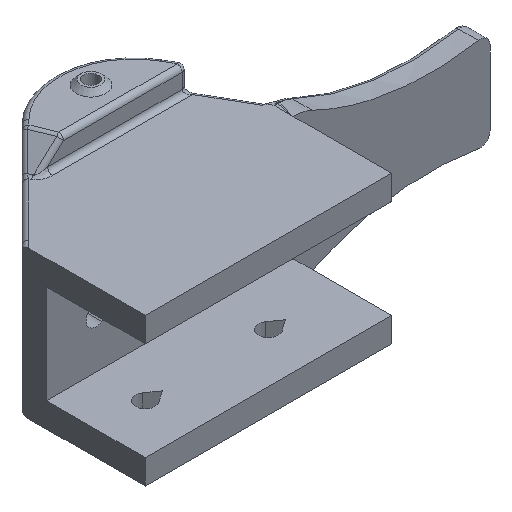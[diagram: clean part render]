
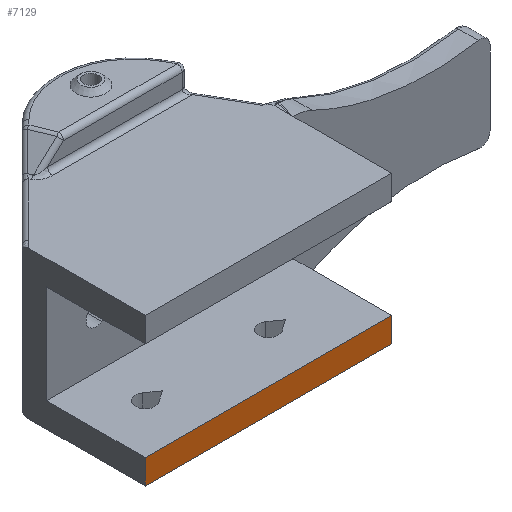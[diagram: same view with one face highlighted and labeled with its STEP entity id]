
A CAD part, isometric view. The second image highlights one B-rep face of the part: STEP entity #7129.
In plain terms, the highlighted planar face has unit normal (0, -1, 0).
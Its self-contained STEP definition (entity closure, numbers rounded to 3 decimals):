
#2002 = PLANE('',#2003);
#2003 = AXIS2_PLACEMENT_3D('',#2004,#2005,#2006);
#2004 = CARTESIAN_POINT('',(-117.,60.,25.));
#2005 = DIRECTION('',(1.,0.,0.));
#2006 = DIRECTION('',(0.,0.,-1.));
#4416 = VERTEX_POINT('',#4417);
#4417 = CARTESIAN_POINT('',(-117.,60.,-5.));
#4431 = PLANE('',#4432);
#4432 = AXIS2_PLACEMENT_3D('',#4433,#4434,#4435);
#4433 = CARTESIAN_POINT('',(-117.,60.,-5.));
#4434 = DIRECTION('',(0.,0.,-1.));
#4435 = DIRECTION('',(0.,-1.,0.));
#4443 = EDGE_CURVE('',#4444,#4416,#4446,.T.);
#4444 = VERTEX_POINT('',#4445);
#4445 = CARTESIAN_POINT('',(-117.,60.,0.));
#4446 = SURFACE_CURVE('',#4447,(#4451,#4458),.PCURVE_S1.);
#4447 = LINE('',#4448,#4449);
#4448 = CARTESIAN_POINT('',(-117.,60.,25.));
#4449 = VECTOR('',#4450,1.);
#4450 = DIRECTION('',(0.,0.,-1.));
#4451 = PCURVE('',#2002,#4452);
#4452 = DEFINITIONAL_REPRESENTATION('',(#4453),#4457);
#4453 = LINE('',#4454,#4455);
#4454 = CARTESIAN_POINT('',(0.,0.));
#4455 = VECTOR('',#4456,1.);
#4456 = DIRECTION('',(1.,0.));
#4457 = ( GEOMETRIC_REPRESENTATION_CONTEXT(2) 
PARAMETRIC_REPRESENTATION_CONTEXT() REPRESENTATION_CONTEXT('2D SPACE',''
  ) );
#4458 = PCURVE('',#4459,#4464);
#4459 = PLANE('',#4460);
#4460 = AXIS2_PLACEMENT_3D('',#4461,#4462,#4463);
#4461 = CARTESIAN_POINT('',(-117.,60.,25.));
#4462 = DIRECTION('',(0.,-1.,0.));
#4463 = DIRECTION('',(0.,0.,1.));
#4464 = DEFINITIONAL_REPRESENTATION('',(#4465),#4469);
#4465 = LINE('',#4466,#4467);
#4466 = CARTESIAN_POINT('',(0.,0.));
#4467 = VECTOR('',#4468,1.);
#4468 = DIRECTION('',(-1.,0.));
#4469 = ( GEOMETRIC_REPRESENTATION_CONTEXT(2) 
PARAMETRIC_REPRESENTATION_CONTEXT() REPRESENTATION_CONTEXT('2D SPACE',''
  ) );
#4487 = PLANE('',#4488);
#4488 = AXIS2_PLACEMENT_3D('',#4489,#4490,#4491);
#4489 = CARTESIAN_POINT('',(-117.,80.,0.));
#4490 = DIRECTION('',(0.,0.,1.));
#4491 = DIRECTION('',(0.,1.,0.));
#6684 = VERTEX_POINT('',#6685);
#6685 = CARTESIAN_POINT('',(-67.,60.,0.));
#6699 = PLANE('',#6700);
#6700 = AXIS2_PLACEMENT_3D('',#6701,#6702,#6703);
#6701 = CARTESIAN_POINT('',(-67.,60.,-5.));
#6702 = DIRECTION('',(1.,0.,0.));
#6703 = DIRECTION('',(0.,-1.,0.));
#6711 = EDGE_CURVE('',#4444,#6684,#6712,.T.);
#6712 = SURFACE_CURVE('',#6713,(#6717,#6724),.PCURVE_S1.);
#6713 = LINE('',#6714,#6715);
#6714 = CARTESIAN_POINT('',(-117.,60.,0.));
#6715 = VECTOR('',#6716,1.);
#6716 = DIRECTION('',(1.,0.,0.));
#6717 = PCURVE('',#4487,#6718);
#6718 = DEFINITIONAL_REPRESENTATION('',(#6719),#6723);
#6719 = LINE('',#6720,#6721);
#6720 = CARTESIAN_POINT('',(-20.,0.));
#6721 = VECTOR('',#6722,1.);
#6722 = DIRECTION('',(0.,-1.));
#6723 = ( GEOMETRIC_REPRESENTATION_CONTEXT(2) 
PARAMETRIC_REPRESENTATION_CONTEXT() REPRESENTATION_CONTEXT('2D SPACE',''
  ) );
#6724 = PCURVE('',#4459,#6725);
#6725 = DEFINITIONAL_REPRESENTATION('',(#6726),#6730);
#6726 = LINE('',#6727,#6728);
#6727 = CARTESIAN_POINT('',(-25.,0.));
#6728 = VECTOR('',#6729,1.);
#6729 = DIRECTION('',(0.,-1.));
#6730 = ( GEOMETRIC_REPRESENTATION_CONTEXT(2) 
PARAMETRIC_REPRESENTATION_CONTEXT() REPRESENTATION_CONTEXT('2D SPACE',''
  ) );
#6910 = EDGE_CURVE('',#4416,#6911,#6913,.T.);
#6911 = VERTEX_POINT('',#6912);
#6912 = CARTESIAN_POINT('',(-67.,60.,-5.));
#6913 = SURFACE_CURVE('',#6914,(#6918,#6925),.PCURVE_S1.);
#6914 = LINE('',#6915,#6916);
#6915 = CARTESIAN_POINT('',(-117.,60.,-5.));
#6916 = VECTOR('',#6917,1.);
#6917 = DIRECTION('',(1.,0.,0.));
#6918 = PCURVE('',#4431,#6919);
#6919 = DEFINITIONAL_REPRESENTATION('',(#6920),#6924);
#6920 = LINE('',#6921,#6922);
#6921 = CARTESIAN_POINT('',(0.,0.));
#6922 = VECTOR('',#6923,1.);
#6923 = DIRECTION('',(0.,-1.));
#6924 = ( GEOMETRIC_REPRESENTATION_CONTEXT(2) 
PARAMETRIC_REPRESENTATION_CONTEXT() REPRESENTATION_CONTEXT('2D SPACE',''
  ) );
#6925 = PCURVE('',#4459,#6926);
#6926 = DEFINITIONAL_REPRESENTATION('',(#6927),#6931);
#6927 = LINE('',#6928,#6929);
#6928 = CARTESIAN_POINT('',(-30.,0.));
#6929 = VECTOR('',#6930,1.);
#6930 = DIRECTION('',(0.,-1.));
#6931 = ( GEOMETRIC_REPRESENTATION_CONTEXT(2) 
PARAMETRIC_REPRESENTATION_CONTEXT() REPRESENTATION_CONTEXT('2D SPACE',''
  ) );
#7129 = ADVANCED_FACE('',(#7130),#4459,.T.);
#7130 = FACE_BOUND('',#7131,.F.);
#7131 = EDGE_LOOP('',(#7132,#7133,#7134,#7155));
#7132 = ORIENTED_EDGE('',*,*,#4443,.F.);
#7133 = ORIENTED_EDGE('',*,*,#6711,.T.);
#7134 = ORIENTED_EDGE('',*,*,#7135,.F.);
#7135 = EDGE_CURVE('',#6911,#6684,#7136,.T.);
#7136 = SURFACE_CURVE('',#7137,(#7141,#7148),.PCURVE_S1.);
#7137 = LINE('',#7138,#7139);
#7138 = CARTESIAN_POINT('',(-67.,60.,-5.));
#7139 = VECTOR('',#7140,1.);
#7140 = DIRECTION('',(0.,0.,1.));
#7141 = PCURVE('',#4459,#7142);
#7142 = DEFINITIONAL_REPRESENTATION('',(#7143),#7147);
#7143 = LINE('',#7144,#7145);
#7144 = CARTESIAN_POINT('',(-30.,-50.));
#7145 = VECTOR('',#7146,1.);
#7146 = DIRECTION('',(1.,0.));
#7147 = ( GEOMETRIC_REPRESENTATION_CONTEXT(2) 
PARAMETRIC_REPRESENTATION_CONTEXT() REPRESENTATION_CONTEXT('2D SPACE',''
  ) );
#7148 = PCURVE('',#6699,#7149);
#7149 = DEFINITIONAL_REPRESENTATION('',(#7150),#7154);
#7150 = LINE('',#7151,#7152);
#7151 = CARTESIAN_POINT('',(0.,0.));
#7152 = VECTOR('',#7153,1.);
#7153 = DIRECTION('',(0.,-1.));
#7154 = ( GEOMETRIC_REPRESENTATION_CONTEXT(2) 
PARAMETRIC_REPRESENTATION_CONTEXT() REPRESENTATION_CONTEXT('2D SPACE',''
  ) );
#7155 = ORIENTED_EDGE('',*,*,#6910,.F.);
